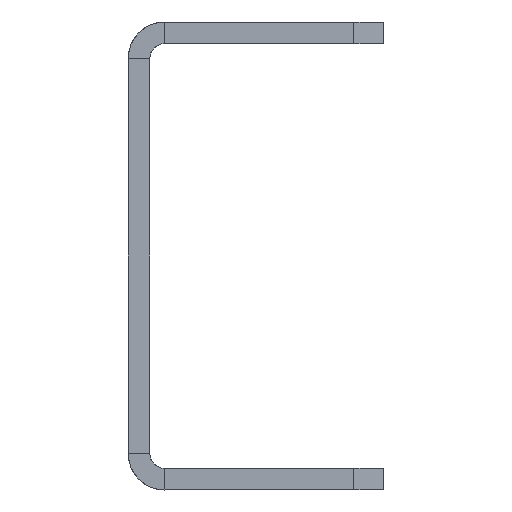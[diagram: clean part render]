
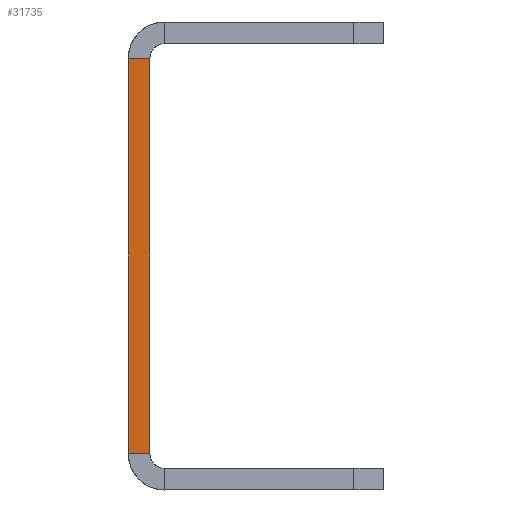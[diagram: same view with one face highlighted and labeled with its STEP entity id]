
A CAD part, left-side view. The second image highlights one B-rep face of the part: STEP entity #31735.
In plain terms, the highlighted planar face has unit normal (-1, 0, 0).
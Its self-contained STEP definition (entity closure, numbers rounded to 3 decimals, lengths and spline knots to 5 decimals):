
#4618=FACE_OUTER_BOUND('',#6252,.T.);
#6252=EDGE_LOOP('',(#23711,#23712,#23713,#23714));
#7437=LINE('',#45930,#10249);
#8444=LINE('',#50050,#11256);
#8468=LINE('',#50278,#11280);
#9019=LINE('',#52015,#11831);
#10249=VECTOR('',#36424,0.844);
#11256=VECTOR('',#39203,0.046);
#11280=VECTOR('',#39229,0.844);
#11831=VECTOR('',#40682,0.046);
#13178=VERTEX_POINT('',#45927);
#13179=VERTEX_POINT('',#45929);
#14490=VERTEX_POINT('',#49475);
#14524=VERTEX_POINT('',#50277);
#15899=EDGE_CURVE('',#13178,#13179,#7437,.T.);
#17548=EDGE_CURVE('',#13179,#14490,#8444,.T.);
#17572=EDGE_CURVE('',#14524,#14490,#8468,.T.);
#18481=EDGE_CURVE('',#13178,#14524,#9019,.T.);
#23711=ORIENTED_EDGE('',*,*,#17548,.F.);
#23712=ORIENTED_EDGE('',*,*,#15899,.F.);
#23713=ORIENTED_EDGE('',*,*,#18481,.T.);
#23714=ORIENTED_EDGE('',*,*,#17572,.T.);
#28095=PLANE('',#34177);
#31735=ADVANCED_FACE('',(#4618),#28095,.T.);
#34177=AXIS2_PLACEMENT_3D('',#52014,#40680,#40681);
#36424=DIRECTION('',(0.,0.,-1.));
#39203=DIRECTION('',(0.,1.,0.));
#39229=DIRECTION('',(0.,0.,-1.));
#40680=DIRECTION('center_axis',(-1.,0.,0.));
#40681=DIRECTION('ref_axis',(0.,0.,1.));
#40682=DIRECTION('',(0.,1.,0.));
#45927=CARTESIAN_POINT('',(-1.04194,0.,0.53619));
#45929=CARTESIAN_POINT('',(-1.04194,0.,-0.30781));
#45930=CARTESIAN_POINT('',(-1.04194,0.,0.53619));
#49475=CARTESIAN_POINT('',(-1.04194,0.046,-0.30781));
#50050=CARTESIAN_POINT('',(-1.04194,0.,-0.30781));
#50277=CARTESIAN_POINT('',(-1.04194,0.046,0.53619));
#50278=CARTESIAN_POINT('',(-1.04194,0.046,0.53619));
#52014=CARTESIAN_POINT('Origin',(-1.04194,0.046,0.61419));
#52015=CARTESIAN_POINT('',(-1.04194,0.,0.53619));
